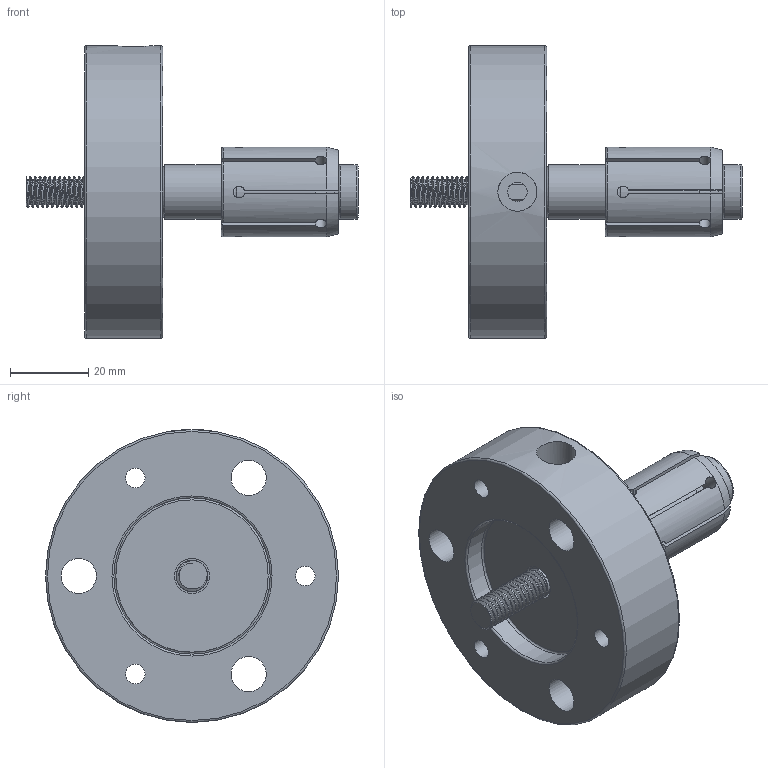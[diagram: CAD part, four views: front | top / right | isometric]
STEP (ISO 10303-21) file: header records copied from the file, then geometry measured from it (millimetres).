
FILE_DESCRIPTION (( 'STEP AP214' ), '1' );
FILE_NAME ('DTG-2C1（23x30）.STEP', '2024-09-28T02:23:26', ( '' ), ( '' ), 'SwSTEP 2.0', 'SolidWorks 2023', '' );
FILE_SCHEMA (( 'AUTOMOTIVE_DESIGN' ));
Length unit declared in the file: millimetre
Products named in the file (4): DTG-2C1（23x30）; DTG-2C1 涨套（23x30）; DTG-2C1 拉杆（23x30）; DTG-2C1 底座（23x30）
Assembly tree (3 placements, depth 2):
  DTG-2C1（23x30）
    DTG-2C1 底座（23x30）
    DTG-2C1 拉杆（23x30）
    DTG-2C1 涨套（23x30）
Bounding box: 85 x 75 x 75 mm (x, y, z)
Volume: 85879.7 mm3; surface area: 29294.3 mm2
Topology: 3 solids, 3 shells, 168 faces, 420 edges, 266 vertices
Faces by surface type: plane 83, cylinder 56, cone 14, torus 12, bspline 3
Full cylindrical faces by diameter (mm): 5 x4, 7 x1, 7.5 x1, 8 x3, 9 x4, 10 x2, 12.28 x1, 14 x2, 15 x3, 40 x1, 75 x1
Entity records: 13425 total; most frequent: CARTESIAN_POINT 8220, DIRECTION 775, ORIENTED_EDGE 758, EDGE_CURVE 379, AXIS2_PLACEMENT_3D 309, VERTEX_POINT 260, EDGE_LOOP 229, FACE_OUTER_BOUND 199
